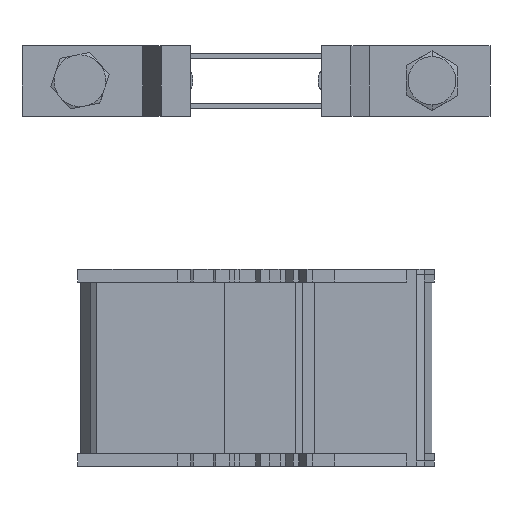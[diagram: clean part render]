
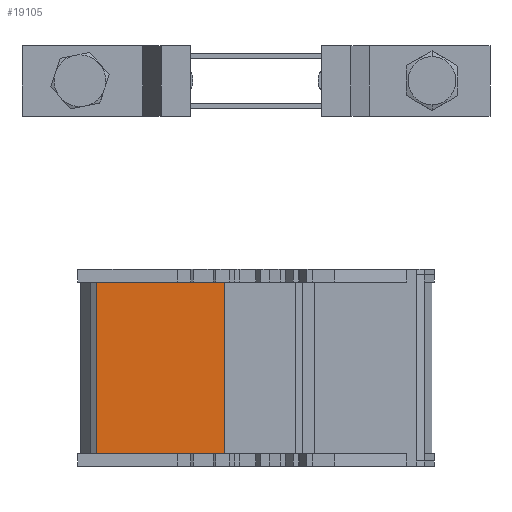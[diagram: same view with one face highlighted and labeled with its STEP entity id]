
A CAD part, front view. The second image highlights one B-rep face of the part: STEP entity #19105.
In plain terms, the highlighted planar face has unit normal (0, -1, 0).
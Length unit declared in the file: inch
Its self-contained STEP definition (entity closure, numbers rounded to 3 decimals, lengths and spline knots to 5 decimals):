
#265 = ORIENTED_EDGE ( 'NONE', *, *, #23704, .F. ) ;
#721 = DIRECTION ( 'NONE',  ( -1., 0., 0. ) ) ;
#1779 = VERTEX_POINT ( 'NONE', #22152 ) ;
#2475 = DIRECTION ( 'NONE',  ( 1., 0., 0. ) ) ;
#3687 = VECTOR ( 'NONE', #2475, 39.37008 ) ;
#5673 = DIRECTION ( 'NONE',  ( 0., -1., 0. ) ) ;
#6676 = LINE ( 'NONE', #26321, #3687 ) ;
#6703 = LINE ( 'NONE', #24173, #17343 ) ;
#8258 = DIRECTION ( 'NONE',  ( 1., 0., 0. ) ) ;
#9432 = ORIENTED_EDGE ( 'NONE', *, *, #12745, .F. ) ;
#10624 = CARTESIAN_POINT ( 'NONE',  ( -1.51201, 0.08149, 1.60047 ) ) ;
#12745 = EDGE_CURVE ( 'NONE', #24603, #23794, #6676, .T. ) ;
#15920 = LINE ( 'NONE', #24861, #18136 ) ;
#16141 = EDGE_CURVE ( 'NONE', #1779, #22702, #15920, .T. ) ;
#16247 = LINE ( 'NONE', #23444, #22332 ) ;
#16632 = FACE_OUTER_BOUND ( 'NONE', #19857, .T. ) ;
#17222 = EDGE_CURVE ( 'NONE', #23794, #1779, #16247, .T. ) ;
#17343 = VECTOR ( 'NONE', #22002, 39.37008 ) ;
#18136 = VECTOR ( 'NONE', #721, 39.37008 ) ;
#19105 = ADVANCED_FACE ( 'NONE', ( #16632 ), #28091, .T. ) ;
#19857 = EDGE_LOOP ( 'NONE', ( #9432, #265, #26952, #23000 ) ) ;
#21113 = AXIS2_PLACEMENT_3D ( 'NONE', #25440, #5673, #8258 ) ;
#22002 = DIRECTION ( 'NONE',  ( 0., 0., 1. ) ) ;
#22152 = CARTESIAN_POINT ( 'NONE',  ( -0.30036, 0.08149, -0.02953 ) ) ;
#22332 = VECTOR ( 'NONE', #25049, 39.37008 ) ;
#22702 = VERTEX_POINT ( 'NONE', #28087 ) ;
#23000 = ORIENTED_EDGE ( 'NONE', *, *, #17222, .F. ) ;
#23444 = CARTESIAN_POINT ( 'NONE',  ( -0.30036, 0.08149, 0.07047 ) ) ;
#23704 = EDGE_CURVE ( 'NONE', #22702, #24603, #6703, .T. ) ;
#23794 = VERTEX_POINT ( 'NONE', #24440 ) ;
#24173 = CARTESIAN_POINT ( 'NONE',  ( -1.51201, 0.08149, -0.15 ) ) ;
#24440 = CARTESIAN_POINT ( 'NONE',  ( -0.30036, 0.08149, 1.60047 ) ) ;
#24603 = VERTEX_POINT ( 'NONE', #10624 ) ;
#24861 = CARTESIAN_POINT ( 'NONE',  ( -0.30036, 0.08149, -0.02953 ) ) ;
#25049 = DIRECTION ( 'NONE',  ( 0., 0., -1. ) ) ;
#25440 = CARTESIAN_POINT ( 'NONE',  ( 0., 0.08149, 0.07047 ) ) ;
#26321 = CARTESIAN_POINT ( 'NONE',  ( 0., 0.08149, 1.60047 ) ) ;
#26952 = ORIENTED_EDGE ( 'NONE', *, *, #16141, .F. ) ;
#28087 = CARTESIAN_POINT ( 'NONE',  ( -1.51201, 0.08149, -0.02953 ) ) ;
#28091 = PLANE ( 'NONE',  #21113 ) ;
